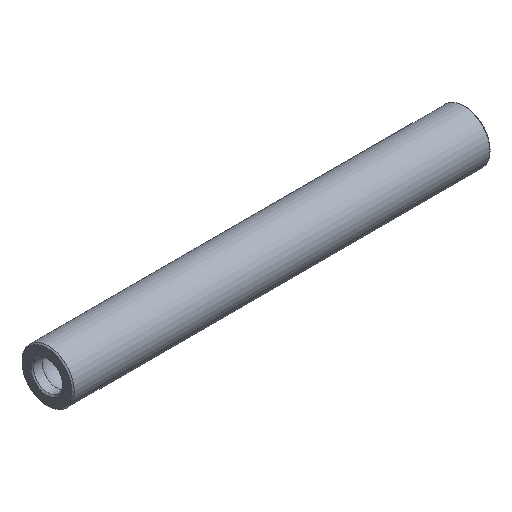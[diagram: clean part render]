
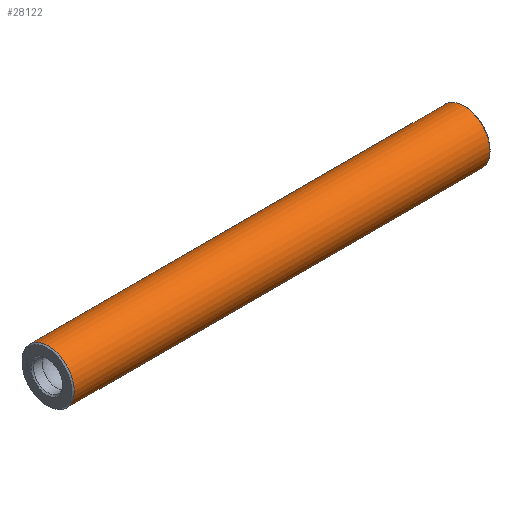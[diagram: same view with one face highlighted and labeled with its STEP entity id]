
A CAD part, isometric view. The second image highlights one B-rep face of the part: STEP entity #28122.
In plain terms, the highlighted cylindrical face has radius 6.25 mm (diameter 12.5 mm), a full revolution.
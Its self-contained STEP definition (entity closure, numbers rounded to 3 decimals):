
#126 = CONICAL_SURFACE('',#127,5.95,0.785);
#127 = AXIS2_PLACEMENT_3D('',#128,#129,#130);
#128 = CARTESIAN_POINT('',(-100.,0.,0.));
#129 = DIRECTION('',(1.,0.,0.));
#130 = DIRECTION('',(0.,0.,1.));
#10453 = VERTEX_POINT('',#10454);
#10454 = CARTESIAN_POINT('',(-99.7,0.,6.25));
#10475 = EDGE_CURVE('',#10453,#10453,#10476,.T.);
#10476 = SURFACE_CURVE('',#10477,(#10482,#10489),.PCURVE_S1.);
#10477 = CIRCLE('',#10478,6.25);
#10478 = AXIS2_PLACEMENT_3D('',#10479,#10480,#10481);
#10479 = CARTESIAN_POINT('',(-99.7,0.,0.));
#10480 = DIRECTION('',(1.,0.,0.));
#10481 = DIRECTION('',(0.,0.,1.));
#10482 = PCURVE('',#126,#10483);
#10483 = DEFINITIONAL_REPRESENTATION('',(#10484),#10488);
#10484 = LINE('',#10485,#10486);
#10485 = CARTESIAN_POINT('',(0.,0.3));
#10486 = VECTOR('',#10487,1.);
#10487 = DIRECTION('',(1.,0.));
#10488 = ( GEOMETRIC_REPRESENTATION_CONTEXT(2) 
PARAMETRIC_REPRESENTATION_CONTEXT() REPRESENTATION_CONTEXT('2D SPACE',''
  ) );
#10489 = PCURVE('',#10490,#10495);
#10490 = CYLINDRICAL_SURFACE('',#10491,6.25);
#10491 = AXIS2_PLACEMENT_3D('',#10492,#10493,#10494);
#10492 = CARTESIAN_POINT('',(-99.7,0.,0.));
#10493 = DIRECTION('',(1.,0.,0.));
#10494 = DIRECTION('',(0.,0.,1.));
#10495 = DEFINITIONAL_REPRESENTATION('',(#10496),#10500);
#10496 = LINE('',#10497,#10498);
#10497 = CARTESIAN_POINT('',(0.,0.));
#10498 = VECTOR('',#10499,1.);
#10499 = DIRECTION('',(1.,0.));
#10500 = ( GEOMETRIC_REPRESENTATION_CONTEXT(2) 
PARAMETRIC_REPRESENTATION_CONTEXT() REPRESENTATION_CONTEXT('2D SPACE',''
  ) );
#28122 = ADVANCED_FACE('',(#28123),#10490,.T.);
#28123 = FACE_BOUND('',#28124,.T.);
#28124 = EDGE_LOOP('',(#28125,#28126,#28149,#28176));
#28125 = ORIENTED_EDGE('',*,*,#10475,.T.);
#28126 = ORIENTED_EDGE('',*,*,#28127,.T.);
#28127 = EDGE_CURVE('',#10453,#28128,#28130,.T.);
#28128 = VERTEX_POINT('',#28129);
#28129 = CARTESIAN_POINT('',(-0.3,0.,6.25));
#28130 = SEAM_CURVE('',#28131,(#28135,#28142),.PCURVE_S1.);
#28131 = LINE('',#28132,#28133);
#28132 = CARTESIAN_POINT('',(-99.7,0.,6.25));
#28133 = VECTOR('',#28134,1.);
#28134 = DIRECTION('',(1.,0.,0.));
#28135 = PCURVE('',#10490,#28136);
#28136 = DEFINITIONAL_REPRESENTATION('',(#28137),#28141);
#28137 = LINE('',#28138,#28139);
#28138 = CARTESIAN_POINT('',(0.,0.));
#28139 = VECTOR('',#28140,1.);
#28140 = DIRECTION('',(0.,1.));
#28141 = ( GEOMETRIC_REPRESENTATION_CONTEXT(2) 
PARAMETRIC_REPRESENTATION_CONTEXT() REPRESENTATION_CONTEXT('2D SPACE',''
  ) );
#28142 = PCURVE('',#10490,#28143);
#28143 = DEFINITIONAL_REPRESENTATION('',(#28144),#28148);
#28144 = LINE('',#28145,#28146);
#28145 = CARTESIAN_POINT('',(6.283,0.));
#28146 = VECTOR('',#28147,1.);
#28147 = DIRECTION('',(0.,1.));
#28148 = ( GEOMETRIC_REPRESENTATION_CONTEXT(2) 
PARAMETRIC_REPRESENTATION_CONTEXT() REPRESENTATION_CONTEXT('2D SPACE',''
  ) );
#28149 = ORIENTED_EDGE('',*,*,#28150,.F.);
#28150 = EDGE_CURVE('',#28128,#28128,#28151,.T.);
#28151 = SURFACE_CURVE('',#28152,(#28157,#28164),.PCURVE_S1.);
#28152 = CIRCLE('',#28153,6.25);
#28153 = AXIS2_PLACEMENT_3D('',#28154,#28155,#28156);
#28154 = CARTESIAN_POINT('',(-0.3,0.,0.));
#28155 = DIRECTION('',(1.,0.,0.));
#28156 = DIRECTION('',(0.,0.,1.));
#28157 = PCURVE('',#10490,#28158);
#28158 = DEFINITIONAL_REPRESENTATION('',(#28159),#28163);
#28159 = LINE('',#28160,#28161);
#28160 = CARTESIAN_POINT('',(0.,99.4));
#28161 = VECTOR('',#28162,1.);
#28162 = DIRECTION('',(1.,0.));
#28163 = ( GEOMETRIC_REPRESENTATION_CONTEXT(2) 
PARAMETRIC_REPRESENTATION_CONTEXT() REPRESENTATION_CONTEXT('2D SPACE',''
  ) );
#28164 = PCURVE('',#28165,#28170);
#28165 = CONICAL_SURFACE('',#28166,6.25,0.785);
#28166 = AXIS2_PLACEMENT_3D('',#28167,#28168,#28169);
#28167 = CARTESIAN_POINT('',(-0.3,0.,0.));
#28168 = DIRECTION('',(-1.,-0.,-0.));
#28169 = DIRECTION('',(0.,0.,1.));
#28170 = DEFINITIONAL_REPRESENTATION('',(#28171),#28175);
#28171 = LINE('',#28172,#28173);
#28172 = CARTESIAN_POINT('',(-0.,-0.));
#28173 = VECTOR('',#28174,1.);
#28174 = DIRECTION('',(-1.,-0.));
#28175 = ( GEOMETRIC_REPRESENTATION_CONTEXT(2) 
PARAMETRIC_REPRESENTATION_CONTEXT() REPRESENTATION_CONTEXT('2D SPACE',''
  ) );
#28176 = ORIENTED_EDGE('',*,*,#28127,.F.);
